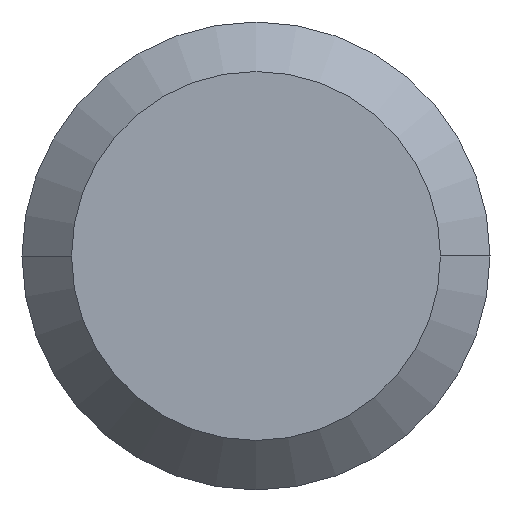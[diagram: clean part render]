
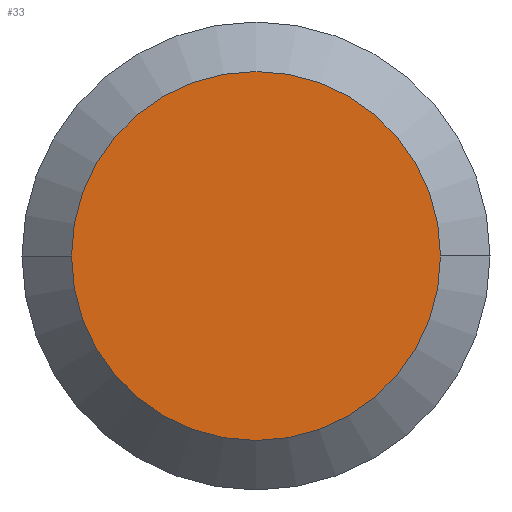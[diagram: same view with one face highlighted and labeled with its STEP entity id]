
A CAD part, left-side view. The second image highlights one B-rep face of the part: STEP entity #33.
In plain terms, the highlighted planar face has unit normal (-1, 0, 0).
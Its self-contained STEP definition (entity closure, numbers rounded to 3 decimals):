
#17 = DIRECTION ( 'NONE',  ( 0., 1., 0. ) ) ;
#20 = VERTEX_POINT ( 'NONE', #105 ) ;
#33 = ADVANCED_FACE ( 'NONE', ( #123 ), #384, .T. ) ;
#86 = ORIENTED_EDGE ( 'NONE', *, *, #341, .F. ) ;
#101 = CIRCLE ( 'NONE', #158, 2.365 ) ;
#104 = DIRECTION ( 'NONE',  ( -1., 0., 0. ) ) ;
#105 = CARTESIAN_POINT ( 'NONE',  ( 0., 2.365, 0. ) ) ;
#115 = DIRECTION ( 'NONE',  ( 1., 0., 0. ) ) ;
#123 = FACE_OUTER_BOUND ( 'NONE', #175, .T. ) ;
#125 = CARTESIAN_POINT ( 'NONE',  ( 0., 0., 0. ) ) ;
#137 = CIRCLE ( 'NONE', #299, 2.365 ) ;
#142 = CARTESIAN_POINT ( 'NONE',  ( 0., 0., 0. ) ) ;
#146 = VERTEX_POINT ( 'NONE', #228 ) ;
#158 = AXIS2_PLACEMENT_3D ( 'NONE', #142, #115, #363 ) ;
#175 = EDGE_LOOP ( 'NONE', ( #411, #86 ) ) ;
#217 = AXIS2_PLACEMENT_3D ( 'NONE', #125, #104, #413 ) ;
#228 = CARTESIAN_POINT ( 'NONE',  ( 0., -2.365, 0. ) ) ;
#267 = DIRECTION ( 'NONE',  ( 1., 0., 0. ) ) ;
#299 = AXIS2_PLACEMENT_3D ( 'NONE', #333, #267, #17 ) ;
#333 = CARTESIAN_POINT ( 'NONE',  ( 0., 0., 0. ) ) ;
#341 = EDGE_CURVE ( 'NONE', #146, #20, #137, .T. ) ;
#360 = EDGE_CURVE ( 'NONE', #20, #146, #101, .T. ) ;
#363 = DIRECTION ( 'NONE',  ( 0., 1., 0. ) ) ;
#384 = PLANE ( 'NONE',  #217 ) ;
#411 = ORIENTED_EDGE ( 'NONE', *, *, #360, .F. ) ;
#413 = DIRECTION ( 'NONE',  ( 0., -1., 0. ) ) ;
